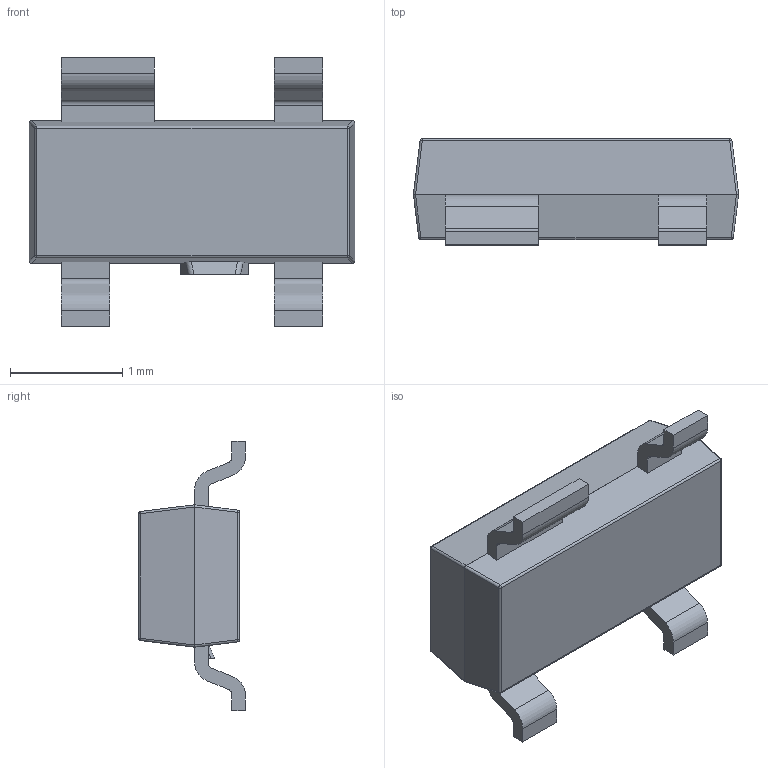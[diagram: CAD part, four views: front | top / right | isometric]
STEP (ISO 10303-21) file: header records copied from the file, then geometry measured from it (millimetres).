
FILE_DESCRIPTION(/* description */ (''),/* implementation_level */ '2;1');
FILE_NAME(/* name */ 'SOT143B.step',/* time_stamp */ '2022-04-20T01:33:12+02:00',/* author */ (''),/* organization */ (''),/* preprocessor_version */ 'ST-DEVELOPER v18.1',/* originating_system */ 'Autodesk Translation Framework v10.14.0.1471',/* authorisation */ '');
FILE_SCHEMA (('AUTOMOTIVE_DESIGN { 1 0 10303 214 3 1 1 }'));
Length unit declared in the file: millimetre
Products named in the file (2): SOT143B; COMPOUND (2)
Assembly tree (1 placements, depth 2):
  SOT143B
    COMPOUND (2)
Bounding box: 2.9 x 0.95 x 2.4 mm (x, y, z)
Volume: 3.3 mm3; surface area: 25.8 mm2
Topology: 6 solids, 6 shells, 136 faces, 345 edges, 218 vertices
Faces by surface type: plane 83, cylinder 45, sphere 8
Full cylindrical faces by diameter (mm): 0.104 x1
Entity records: 4081 total; most frequent: CARTESIAN_POINT 725, DIRECTION 691, ORIENTED_EDGE 678, EDGE_CURVE 339, LINE 249, VECTOR 249, AXIS2_PLACEMENT_3D 221, VERTEX_POINT 218
